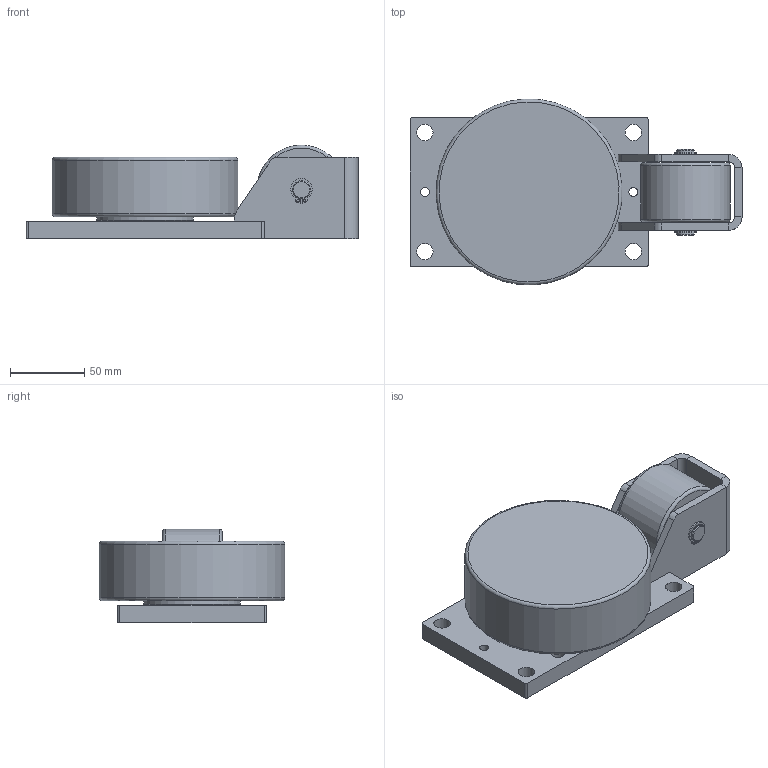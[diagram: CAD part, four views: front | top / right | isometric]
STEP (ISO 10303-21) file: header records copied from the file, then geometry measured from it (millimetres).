
FILE_DESCRIPTION(/* description */ ('-','CAx-IF Rec.Pracs.---Representation and Presentation of Product Manufacturing Information (PMI)---4.0---2014-10-13'),/* implementation_level */ '2;1');
FILE_NAME(/* name */ '44a88b8c-48a1-4f88-9db7-b85567ef8ba3.stp',/* time_stamp */ '2020-04-01T16:12:05+02:00',/* author */ ('-'),/* organization */ ('NTI CADcenter A/S'),/* preprocessor_version */ 'ST-DEVELOPER v18',/* originating_system */ 'Autodesk Inventor 2020',/* authorisation */ '-');
FILE_SCHEMA (('AP242_MANAGED_MODEL_BASED_3D_ENGINEERING_MIM_LF { 1 0 10303 442 1 1 4 }'));
Length unit declared in the file: millimetre
Products named in the file (1): PSAS 125.6200_Kontur
Bounding box: 223 x 124.79 x 63 mm (x, y, z)
Volume: 845579.8 mm3; surface area: 108151.8 mm2
Topology: 1 solids, 1 shells, 113 faces, 323 edges, 220 vertices
Faces by surface type: plane 57, cylinder 45, torus 8, cone 3
Full cylindrical faces by diameter (mm): 1.7 x4, 6 x2, 8.376 x4, 11 x4, 11.5 x2, 12 x6, 32 x2, 60 x1, 65 x1, 125 x1
Entity records: 3896 total; most frequent: DIRECTION 713, CARTESIAN_POINT 657, ORIENTED_EDGE 646, EDGE_CURVE 323, AXIS2_PLACEMENT_3D 276, VERTEX_POINT 220, CIRCLE 162, LINE 161
